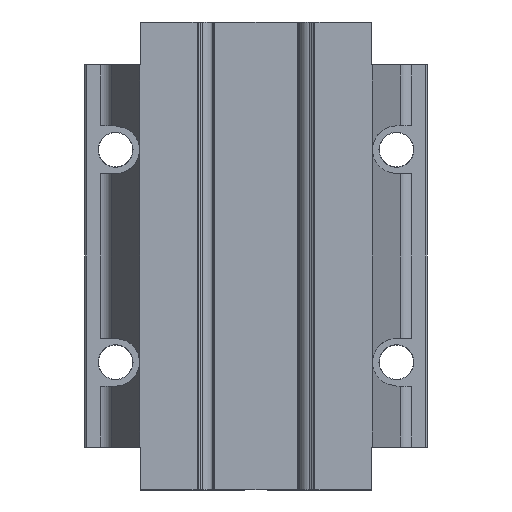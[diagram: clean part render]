
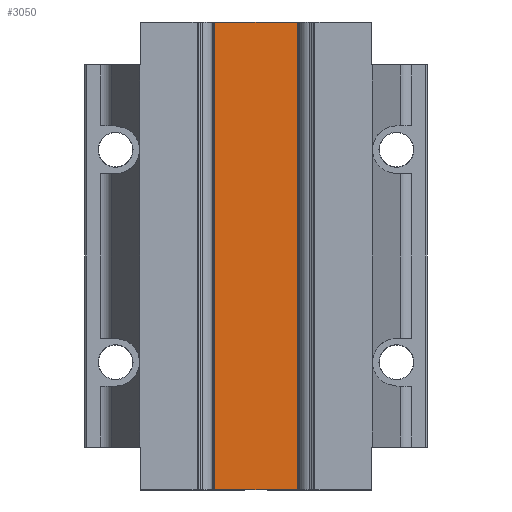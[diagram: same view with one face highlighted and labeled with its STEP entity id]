
A CAD part, front view. The second image highlights one B-rep face of the part: STEP entity #3050.
In plain terms, the highlighted planar face has unit normal (0, -1, 0).
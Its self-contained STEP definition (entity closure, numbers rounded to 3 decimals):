
#1711 = VERTEX_POINT ( 'NONE', #11134 ) ;
#1752 = VERTEX_POINT ( 'NONE', #12524 ) ;
#3050 = ADVANCED_FACE ( 'NONE', ( #9715 ), #3342, .F. ) ;
#3338 = DIRECTION ( 'NONE',  ( 0., 0., 1. ) ) ;
#3340 = DIRECTION ( 'NONE',  ( 0., 1., 0. ) ) ;
#3342 = PLANE ( 'NONE',  #13646 ) ;
#3343 = CARTESIAN_POINT ( 'NONE',  ( 15.6, 18.7, -68.3 ) ) ;
#3826 = VERTEX_POINT ( 'NONE', #14938 ) ;
#4374 = ORIENTED_EDGE ( 'NONE', *, *, #16082, .F. ) ;
#4375 = ORIENTED_EDGE ( 'NONE', *, *, #14455, .F. ) ;
#4388 = ORIENTED_EDGE ( 'NONE', *, *, #14456, .T. ) ;
#4389 = ORIENTED_EDGE ( 'NONE', *, *, #14406, .F. ) ;
#5000 = CARTESIAN_POINT ( 'NONE',  ( 33.85, 18.7, 68.25 ) ) ;
#5001 = DIRECTION ( 'NONE',  ( 1., 0., 0. ) ) ;
#5569 = CARTESIAN_POINT ( 'NONE',  ( -15.6, 18.7, -68.3 ) ) ;
#5575 = CARTESIAN_POINT ( 'NONE',  ( 15.6, 18.7, -68.3 ) ) ;
#5577 = DIRECTION ( 'NONE',  ( 0., 0., 1. ) ) ;
#5582 = DIRECTION ( 'NONE',  ( 0., 0., 1. ) ) ;
#6121 = LINE ( 'NONE', #5000, #6123 ) ;
#6123 = VECTOR ( 'NONE', #5001, 1000. ) ;
#6214 = LINE ( 'NONE', #5575, #6226 ) ;
#6216 = LINE ( 'NONE', #5569, #6222 ) ;
#6222 = VECTOR ( 'NONE', #5577, 1000. ) ;
#6226 = VECTOR ( 'NONE', #5582, 1000. ) ;
#6717 = VECTOR ( 'NONE', #6911, 1000. ) ;
#6726 = LINE ( 'NONE', #6909, #6717 ) ;
#6909 = CARTESIAN_POINT ( 'NONE',  ( 33.85, 18.7, -68.25 ) ) ;
#6911 = DIRECTION ( 'NONE',  ( -1., 0., 0. ) ) ;
#7922 = CARTESIAN_POINT ( 'NONE',  ( -15.6, 18.7, 68.25 ) ) ;
#9715 = FACE_OUTER_BOUND ( 'NONE', #16786, .T. ) ;
#11134 = CARTESIAN_POINT ( 'NONE',  ( -15.6, 18.7, -68.25 ) ) ;
#12524 = CARTESIAN_POINT ( 'NONE',  ( 15.6, 18.7, -68.25 ) ) ;
#13646 = AXIS2_PLACEMENT_3D ( 'NONE', #3343, #3340, #3338 ) ;
#14406 = EDGE_CURVE ( 'NONE', #19530, #3826, #6121, .T. ) ;
#14455 = EDGE_CURVE ( 'NONE', #1711, #19530, #6216, .T. ) ;
#14456 = EDGE_CURVE ( 'NONE', #1752, #3826, #6214, .T. ) ;
#14938 = CARTESIAN_POINT ( 'NONE',  ( 15.6, 18.7, 68.25 ) ) ;
#16082 = EDGE_CURVE ( 'NONE', #1752, #1711, #6726, .T. ) ;
#16786 = EDGE_LOOP ( 'NONE', ( #4388, #4389, #4375, #4374 ) ) ;
#19530 = VERTEX_POINT ( 'NONE', #7922 ) ;
